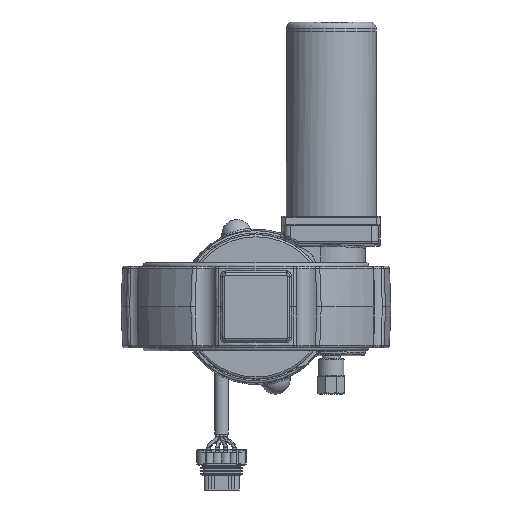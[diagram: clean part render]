
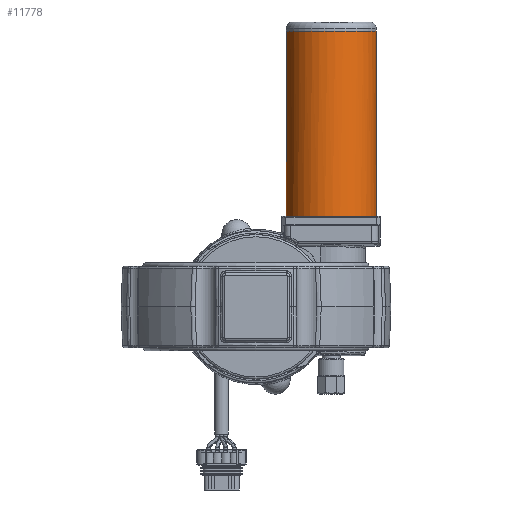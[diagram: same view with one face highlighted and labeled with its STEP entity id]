
A CAD part, front view. The second image highlights one B-rep face of the part: STEP entity #11778.
In plain terms, the highlighted cylindrical face has radius 31.75 mm (diameter 63.5 mm), a full revolution.
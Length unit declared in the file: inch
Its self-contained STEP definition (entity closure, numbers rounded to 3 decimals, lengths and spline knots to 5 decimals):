
#2547 = EDGE_CURVE ( 'NONE', #9671, #9671, #43273, .T. ) ;
#2956 = VERTEX_POINT ( 'NONE', #37961 ) ;
#3703 = EDGE_LOOP ( 'NONE', ( #26322 ) ) ;
#4457 = DIRECTION ( 'NONE',  ( 0., 0., 1. ) ) ;
#9130 = DIRECTION ( 'NONE',  ( 0., 0., 1. ) ) ;
#9320 = FACE_OUTER_BOUND ( 'NONE', #3703, .T. ) ;
#9671 = VERTEX_POINT ( 'NONE', #44667 ) ;
#11778 = ADVANCED_FACE ( 'NONE', ( #37765, #9320 ), #26012, .T. ) ;
#15389 = ORIENTED_EDGE ( 'NONE', *, *, #2547, .F. ) ;
#17002 = CARTESIAN_POINT ( 'NONE',  ( 2.078, 9.2225, 2.499 ) ) ;
#17839 = EDGE_CURVE ( 'NONE', #2956, #2956, #35101, .T. ) ;
#18322 = DIRECTION ( 'NONE',  ( -1., 0., 0. ) ) ;
#20551 = DIRECTION ( 'NONE',  ( 1., 0., 0. ) ) ;
#25778 = CARTESIAN_POINT ( 'NONE',  ( 2.078, 9.2225, 2.499 ) ) ;
#26012 = CYLINDRICAL_SURFACE ( 'NONE', #34501, 1.25 ) ;
#26322 = ORIENTED_EDGE ( 'NONE', *, *, #17839, .F. ) ;
#30476 = CARTESIAN_POINT ( 'NONE',  ( 2.078, 9.2225, 7.624 ) ) ;
#31673 = EDGE_LOOP ( 'NONE', ( #15389 ) ) ;
#33875 = AXIS2_PLACEMENT_3D ( 'NONE', #30476, #9130, #34099 ) ;
#34099 = DIRECTION ( 'NONE',  ( -0.707, 0.707, 0. ) ) ;
#34501 = AXIS2_PLACEMENT_3D ( 'NONE', #25778, #4457, #18322 ) ;
#35101 = CIRCLE ( 'NONE', #36460, 1.25 ) ;
#36460 = AXIS2_PLACEMENT_3D ( 'NONE', #17002, #41931, #20551 ) ;
#37765 = FACE_OUTER_BOUND ( 'NONE', #31673, .T. ) ;
#37961 = CARTESIAN_POINT ( 'NONE',  ( 3.328, 9.2225, 2.499 ) ) ;
#41931 = DIRECTION ( 'NONE',  ( 0., 0., -1. ) ) ;
#43273 = CIRCLE ( 'NONE', #33875, 1.25 ) ;
#44667 = CARTESIAN_POINT ( 'NONE',  ( 1.19412, 10.10638, 7.624 ) ) ;
